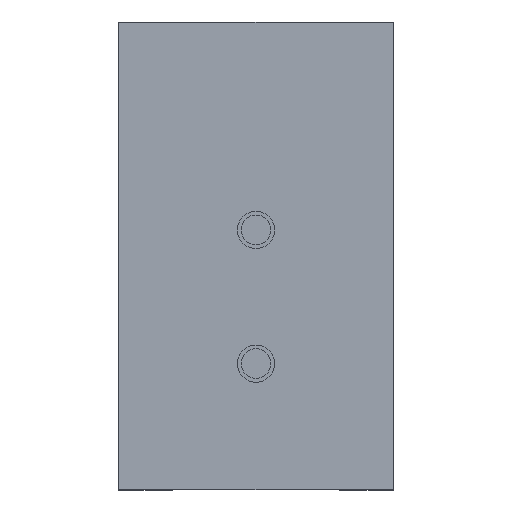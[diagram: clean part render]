
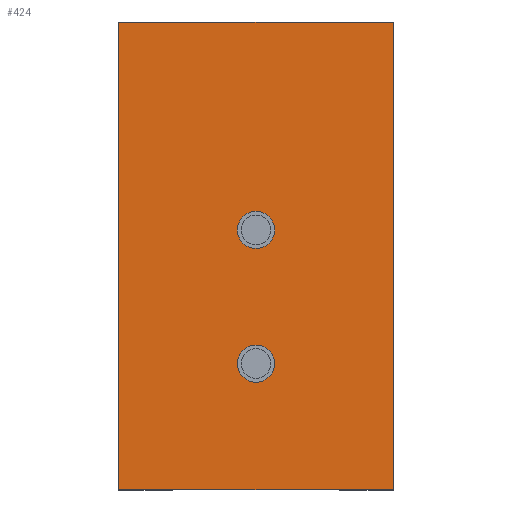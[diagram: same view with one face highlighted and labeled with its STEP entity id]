
A CAD part, top view. The second image highlights one B-rep face of the part: STEP entity #424.
In plain terms, the highlighted planar face has unit normal (0, 0, 1).
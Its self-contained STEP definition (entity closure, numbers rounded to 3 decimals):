
#19=FACE_BOUND('',#95,.T.);
#20=FACE_BOUND('',#96,.T.);
#28=CIRCLE('',#463,5.);
#31=CIRCLE('',#468,5.);
#64=FACE_OUTER_BOUND('',#94,.T.);
#94=EDGE_LOOP('',(#373,#374,#375,#376));
#95=EDGE_LOOP('',(#377));
#96=EDGE_LOOP('',(#378));
#125=LINE('',#658,#167);
#128=LINE('',#664,#170);
#131=LINE('',#668,#173);
#138=LINE('',#712,#180);
#167=VECTOR('',#527,10.);
#170=VECTOR('',#532,10.);
#173=VECTOR('',#537,10.);
#180=VECTOR('',#594,10.);
#201=VERTEX_POINT('',#656);
#202=VERTEX_POINT('',#657);
#203=VERTEX_POINT('',#662);
#204=VERTEX_POINT('',#663);
#212=VERTEX_POINT('',#690);
#215=VERTEX_POINT('',#699);
#245=EDGE_CURVE('',#201,#202,#125,.T.);
#248=EDGE_CURVE('',#203,#204,#128,.T.);
#251=EDGE_CURVE('',#203,#202,#131,.T.);
#262=EDGE_CURVE('',#212,#212,#28,.T.);
#266=EDGE_CURVE('',#215,#215,#31,.T.);
#270=EDGE_CURVE('',#201,#204,#138,.T.);
#373=ORIENTED_EDGE('',*,*,#270,.T.);
#374=ORIENTED_EDGE('',*,*,#248,.F.);
#375=ORIENTED_EDGE('',*,*,#251,.T.);
#376=ORIENTED_EDGE('',*,*,#245,.F.);
#377=ORIENTED_EDGE('',*,*,#262,.T.);
#378=ORIENTED_EDGE('',*,*,#266,.T.);
#398=PLANE('',#476);
#424=ADVANCED_FACE('',(#64,#19,#20),#398,.T.);
#463=AXIS2_PLACEMENT_3D('',#692,#565,#566);
#468=AXIS2_PLACEMENT_3D('',#701,#576,#577);
#476=AXIS2_PLACEMENT_3D('',#713,#595,#596);
#527=DIRECTION('',(0.,-1.,0.));
#532=DIRECTION('',(0.,1.,0.));
#537=DIRECTION('',(1.,0.,0.));
#565=DIRECTION('center_axis',(0.,0.,-1.));
#566=DIRECTION('ref_axis',(1.,0.,0.));
#576=DIRECTION('center_axis',(0.,0.,-1.));
#577=DIRECTION('ref_axis',(1.,0.,0.));
#594=DIRECTION('',(-1.,0.,0.));
#595=DIRECTION('center_axis',(0.,0.,1.));
#596=DIRECTION('ref_axis',(1.,0.,0.));
#656=CARTESIAN_POINT('',(72.,120.,0.));
#657=CARTESIAN_POINT('',(72.,-6.,0.));
#658=CARTESIAN_POINT('',(72.,0.,0.));
#662=CARTESIAN_POINT('',(-2.,-6.,0.));
#663=CARTESIAN_POINT('',(-2.,120.,0.));
#664=CARTESIAN_POINT('',(-2.,0.,0.));
#668=CARTESIAN_POINT('',(70.2,-6.,0.));
#690=CARTESIAN_POINT('',(30.,64.,0.));
#692=CARTESIAN_POINT('Origin',(35.,64.,0.));
#699=CARTESIAN_POINT('',(30.,28.,0.));
#701=CARTESIAN_POINT('Origin',(35.,28.,0.));
#712=CARTESIAN_POINT('',(0.,120.,0.));
#713=CARTESIAN_POINT('Origin',(35.,60.,0.));
